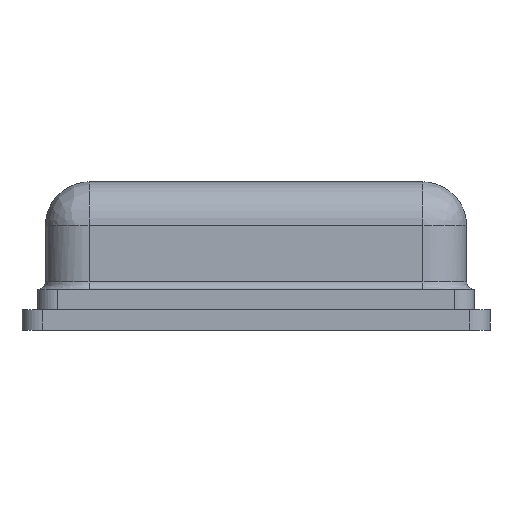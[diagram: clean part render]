
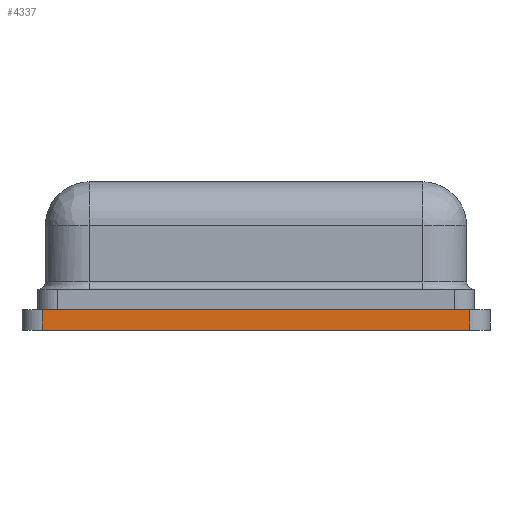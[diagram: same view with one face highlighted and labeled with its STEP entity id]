
A CAD part, front view. The second image highlights one B-rep face of the part: STEP entity #4337.
In plain terms, the highlighted planar face has unit normal (0, -1, 0).
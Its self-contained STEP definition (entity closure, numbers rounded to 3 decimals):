
#3860 = PLANE('',#3861);
#3861 = AXIS2_PLACEMENT_3D('',#3862,#3863,#3864);
#3862 = CARTESIAN_POINT('',(0.,0.,0.));
#3863 = DIRECTION('',(0.,0.,1.));
#3864 = DIRECTION('',(1.,0.,0.));
#3879 = EDGE_CURVE('',#3880,#3882,#3884,.T.);
#3880 = VERTEX_POINT('',#3881);
#3881 = CARTESIAN_POINT('',(-1.37,-1.5,0.13));
#3882 = VERTEX_POINT('',#3883);
#3883 = CARTESIAN_POINT('',(1.37,-1.5,0.13));
#3884 = SURFACE_CURVE('',#3885,(#3889,#3901),.PCURVE_S1.);
#3885 = LINE('',#3886,#3887);
#3886 = CARTESIAN_POINT('',(0.,-1.5,0.13));
#3887 = VECTOR('',#3888,1.);
#3888 = DIRECTION('',(1.,0.,0.));
#3889 = PCURVE('',#3890,#3895);
#3890 = PLANE('',#3891);
#3891 = AXIS2_PLACEMENT_3D('',#3892,#3893,#3894);
#3892 = CARTESIAN_POINT('',(0.,0.,0.13));
#3893 = DIRECTION('',(0.,0.,1.));
#3894 = DIRECTION('',(1.,0.,0.));
#3895 = DEFINITIONAL_REPRESENTATION('',(#3896),#3900);
#3896 = LINE('',#3897,#3898);
#3897 = CARTESIAN_POINT('',(0.,-1.5));
#3898 = VECTOR('',#3899,1.);
#3899 = DIRECTION('',(1.,0.));
#3900 = ( GEOMETRIC_REPRESENTATION_CONTEXT(2) 
PARAMETRIC_REPRESENTATION_CONTEXT() REPRESENTATION_CONTEXT('2D SPACE',''
  ) );
#3901 = PCURVE('',#3902,#3907);
#3902 = PLANE('',#3903);
#3903 = AXIS2_PLACEMENT_3D('',#3904,#3905,#3906);
#3904 = CARTESIAN_POINT('',(0.,-1.5,0.
    ));
#3905 = DIRECTION('',(0.,-1.,0.));
#3906 = DIRECTION('',(1.,0.,0.));
#3907 = DEFINITIONAL_REPRESENTATION('',(#3908),#3912);
#3908 = LINE('',#3909,#3910);
#3909 = CARTESIAN_POINT('',(0.,0.13));
#3910 = VECTOR('',#3911,1.);
#3911 = DIRECTION('',(1.,0.));
#3912 = ( GEOMETRIC_REPRESENTATION_CONTEXT(2) 
PARAMETRIC_REPRESENTATION_CONTEXT() REPRESENTATION_CONTEXT('2D SPACE',''
  ) );
#3931 = CYLINDRICAL_SURFACE('',#3932,0.13);
#3932 = AXIS2_PLACEMENT_3D('',#3933,#3934,#3935);
#3933 = CARTESIAN_POINT('',(1.37,-1.37,0.));
#3934 = DIRECTION('',(0.,0.,1.));
#3935 = DIRECTION('',(1.,0.,0.));
#4166 = CYLINDRICAL_SURFACE('',#4167,0.13);
#4167 = AXIS2_PLACEMENT_3D('',#4168,#4169,#4170);
#4168 = CARTESIAN_POINT('',(-1.37,-1.37,0.));
#4169 = DIRECTION('',(0.,0.,1.));
#4170 = DIRECTION('',(1.,0.,0.));
#4203 = EDGE_CURVE('',#3882,#4204,#4206,.T.);
#4204 = VERTEX_POINT('',#4205);
#4205 = CARTESIAN_POINT('',(1.37,-1.5,0.));
#4206 = SURFACE_CURVE('',#4207,(#4211,#4240),.PCURVE_S1.);
#4207 = LINE('',#4208,#4209);
#4208 = CARTESIAN_POINT('',(1.37,-1.5,0.));
#4209 = VECTOR('',#4210,1.);
#4210 = DIRECTION('',(0.,0.,-1.));
#4211 = PCURVE('',#3931,#4212);
#4212 = DEFINITIONAL_REPRESENTATION('',(#4213),#4239);
#4213 = B_SPLINE_CURVE_WITH_KNOTS('',3,(#4214,#4215,#4216,#4217,#4218,
    #4219,#4220,#4221,#4222,#4223,#4224,#4225,#4226,#4227,#4228,#4229,
    #4230,#4231,#4232,#4233,#4234,#4235,#4236,#4237,#4238),
  .UNSPECIFIED.,.F.,.F.,(4,1,1,1,1,1,1,1,1,1,1,1,1,1,1,1,1,1,1,1,1,1,4),
  (-0.13,-0.124,-0.118,-0.112,-0.106
    ,-0.1,-0.095,-0.089,
    -0.083,-0.077,-0.071,
    -0.065,-0.059,-0.053,
    -0.047,-0.041,-0.035,
    -0.03,-0.024,-0.018,
    -0.012,-0.006,0.),.UNSPECIFIED.);
#4214 = CARTESIAN_POINT('',(4.712,0.13));
#4215 = CARTESIAN_POINT('',(4.712,0.128));
#4216 = CARTESIAN_POINT('',(4.712,0.124));
#4217 = CARTESIAN_POINT('',(4.712,0.118));
#4218 = CARTESIAN_POINT('',(4.712,0.112));
#4219 = CARTESIAN_POINT('',(4.712,0.106));
#4220 = CARTESIAN_POINT('',(4.712,0.1));
#4221 = CARTESIAN_POINT('',(4.712,0.095));
#4222 = CARTESIAN_POINT('',(4.712,0.089));
#4223 = CARTESIAN_POINT('',(4.712,0.083));
#4224 = CARTESIAN_POINT('',(4.712,0.077));
#4225 = CARTESIAN_POINT('',(4.712,0.071));
#4226 = CARTESIAN_POINT('',(4.712,0.065));
#4227 = CARTESIAN_POINT('',(4.712,0.059));
#4228 = CARTESIAN_POINT('',(4.712,0.053));
#4229 = CARTESIAN_POINT('',(4.712,0.047));
#4230 = CARTESIAN_POINT('',(4.712,0.041));
#4231 = CARTESIAN_POINT('',(4.712,0.035));
#4232 = CARTESIAN_POINT('',(4.712,0.03));
#4233 = CARTESIAN_POINT('',(4.712,0.024));
#4234 = CARTESIAN_POINT('',(4.712,0.018));
#4235 = CARTESIAN_POINT('',(4.712,0.012));
#4236 = CARTESIAN_POINT('',(4.712,0.006));
#4237 = CARTESIAN_POINT('',(4.712,0.002));
#4238 = CARTESIAN_POINT('',(4.712,0.));
#4239 = ( GEOMETRIC_REPRESENTATION_CONTEXT(2) 
PARAMETRIC_REPRESENTATION_CONTEXT() REPRESENTATION_CONTEXT('2D SPACE',''
  ) );
#4240 = PCURVE('',#3902,#4241);
#4241 = DEFINITIONAL_REPRESENTATION('',(#4242),#4246);
#4242 = LINE('',#4243,#4244);
#4243 = CARTESIAN_POINT('',(1.37,0.));
#4244 = VECTOR('',#4245,1.);
#4245 = DIRECTION('',(0.,-1.));
#4246 = ( GEOMETRIC_REPRESENTATION_CONTEXT(2) 
PARAMETRIC_REPRESENTATION_CONTEXT() REPRESENTATION_CONTEXT('2D SPACE',''
  ) );
#4337 = ADVANCED_FACE('',(#4338),#3902,.T.);
#4338 = FACE_BOUND('',#4339,.T.);
#4339 = EDGE_LOOP('',(#4340,#4385,#4406,#4407));
#4340 = ORIENTED_EDGE('',*,*,#4341,.T.);
#4341 = EDGE_CURVE('',#3880,#4342,#4344,.T.);
#4342 = VERTEX_POINT('',#4343);
#4343 = CARTESIAN_POINT('',(-1.37,-1.5,0.));
#4344 = SURFACE_CURVE('',#4345,(#4349,#4356),.PCURVE_S1.);
#4345 = LINE('',#4346,#4347);
#4346 = CARTESIAN_POINT('',(-1.37,-1.5,0.));
#4347 = VECTOR('',#4348,1.);
#4348 = DIRECTION('',(0.,0.,-1.));
#4349 = PCURVE('',#3902,#4350);
#4350 = DEFINITIONAL_REPRESENTATION('',(#4351),#4355);
#4351 = LINE('',#4352,#4353);
#4352 = CARTESIAN_POINT('',(-1.37,0.));
#4353 = VECTOR('',#4354,1.);
#4354 = DIRECTION('',(0.,-1.));
#4355 = ( GEOMETRIC_REPRESENTATION_CONTEXT(2) 
PARAMETRIC_REPRESENTATION_CONTEXT() REPRESENTATION_CONTEXT('2D SPACE',''
  ) );
#4356 = PCURVE('',#4166,#4357);
#4357 = DEFINITIONAL_REPRESENTATION('',(#4358),#4384);
#4358 = B_SPLINE_CURVE_WITH_KNOTS('',3,(#4359,#4360,#4361,#4362,#4363,
    #4364,#4365,#4366,#4367,#4368,#4369,#4370,#4371,#4372,#4373,#4374,
    #4375,#4376,#4377,#4378,#4379,#4380,#4381,#4382,#4383),
  .UNSPECIFIED.,.F.,.F.,(4,1,1,1,1,1,1,1,1,1,1,1,1,1,1,1,1,1,1,1,1,1,4),
  (-0.13,-0.124,-0.118,-0.112,-0.106
    ,-0.1,-0.095,-0.089,
    -0.083,-0.077,-0.071,
    -0.065,-0.059,-0.053,
    -0.047,-0.041,-0.035,
    -0.03,-0.024,-0.018,
    -0.012,-0.006,0.),.UNSPECIFIED.);
#4359 = CARTESIAN_POINT('',(4.712,0.13));
#4360 = CARTESIAN_POINT('',(4.712,0.128));
#4361 = CARTESIAN_POINT('',(4.712,0.124));
#4362 = CARTESIAN_POINT('',(4.712,0.118));
#4363 = CARTESIAN_POINT('',(4.712,0.112));
#4364 = CARTESIAN_POINT('',(4.712,0.106));
#4365 = CARTESIAN_POINT('',(4.712,0.1));
#4366 = CARTESIAN_POINT('',(4.712,0.095));
#4367 = CARTESIAN_POINT('',(4.712,0.089));
#4368 = CARTESIAN_POINT('',(4.712,0.083));
#4369 = CARTESIAN_POINT('',(4.712,0.077));
#4370 = CARTESIAN_POINT('',(4.712,0.071));
#4371 = CARTESIAN_POINT('',(4.712,0.065));
#4372 = CARTESIAN_POINT('',(4.712,0.059));
#4373 = CARTESIAN_POINT('',(4.712,0.053));
#4374 = CARTESIAN_POINT('',(4.712,0.047));
#4375 = CARTESIAN_POINT('',(4.712,0.041));
#4376 = CARTESIAN_POINT('',(4.712,0.035));
#4377 = CARTESIAN_POINT('',(4.712,0.03));
#4378 = CARTESIAN_POINT('',(4.712,0.024));
#4379 = CARTESIAN_POINT('',(4.712,0.018));
#4380 = CARTESIAN_POINT('',(4.712,0.012));
#4381 = CARTESIAN_POINT('',(4.712,0.006));
#4382 = CARTESIAN_POINT('',(4.712,0.002));
#4383 = CARTESIAN_POINT('',(4.712,0.));
#4384 = ( GEOMETRIC_REPRESENTATION_CONTEXT(2) 
PARAMETRIC_REPRESENTATION_CONTEXT() REPRESENTATION_CONTEXT('2D SPACE',''
  ) );
#4385 = ORIENTED_EDGE('',*,*,#4386,.T.);
#4386 = EDGE_CURVE('',#4342,#4204,#4387,.T.);
#4387 = SURFACE_CURVE('',#4388,(#4392,#4399),.PCURVE_S1.);
#4388 = LINE('',#4389,#4390);
#4389 = CARTESIAN_POINT('',(0.,-1.5,0.
    ));
#4390 = VECTOR('',#4391,1.);
#4391 = DIRECTION('',(1.,0.,0.));
#4392 = PCURVE('',#3902,#4393);
#4393 = DEFINITIONAL_REPRESENTATION('',(#4394),#4398);
#4394 = LINE('',#4395,#4396);
#4395 = CARTESIAN_POINT('',(0.,0.));
#4396 = VECTOR('',#4397,1.);
#4397 = DIRECTION('',(1.,0.));
#4398 = ( GEOMETRIC_REPRESENTATION_CONTEXT(2) 
PARAMETRIC_REPRESENTATION_CONTEXT() REPRESENTATION_CONTEXT('2D SPACE',''
  ) );
#4399 = PCURVE('',#3860,#4400);
#4400 = DEFINITIONAL_REPRESENTATION('',(#4401),#4405);
#4401 = LINE('',#4402,#4403);
#4402 = CARTESIAN_POINT('',(0.,-1.5));
#4403 = VECTOR('',#4404,1.);
#4404 = DIRECTION('',(1.,0.));
#4405 = ( GEOMETRIC_REPRESENTATION_CONTEXT(2) 
PARAMETRIC_REPRESENTATION_CONTEXT() REPRESENTATION_CONTEXT('2D SPACE',''
  ) );
#4406 = ORIENTED_EDGE('',*,*,#4203,.F.);
#4407 = ORIENTED_EDGE('',*,*,#3879,.F.);
